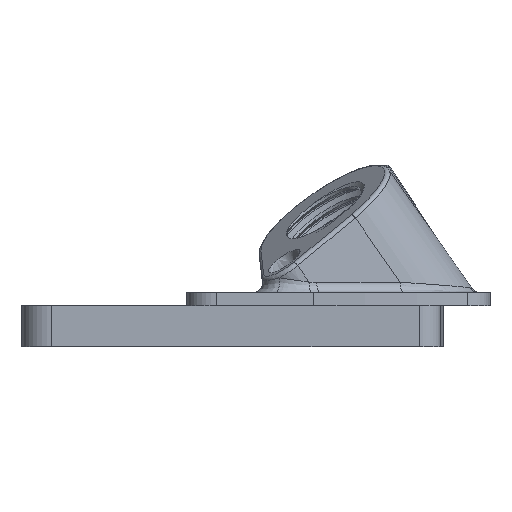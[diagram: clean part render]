
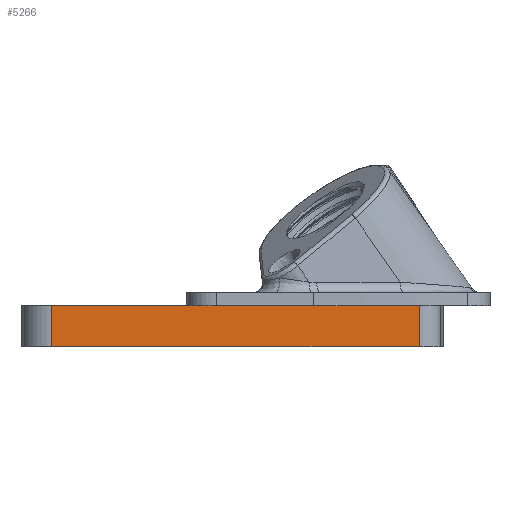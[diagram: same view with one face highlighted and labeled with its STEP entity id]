
A CAD part, left-side view. The second image highlights one B-rep face of the part: STEP entity #5266.
In plain terms, the highlighted planar face has unit normal (-1, 0, 0).
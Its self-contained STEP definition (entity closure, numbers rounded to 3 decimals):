
#190=PLANE('',#5729);
#461=FACE_OUTER_BOUND('',#780,.T.);
#780=EDGE_LOOP('',(#4342,#4343,#4344,#4345,#4346));
#1414=LINE('',#14483,#1749);
#1465=LINE('',#14988,#1800);
#1541=LINE('',#18547,#1876);
#1584=LINE('',#18676,#1919);
#1585=LINE('',#18677,#1920);
#1749=VECTOR('',#6270,1.);
#1800=VECTOR('',#6391,1.);
#1876=VECTOR('',#6681,1.);
#1919=VECTOR('',#6826,1.);
#1920=VECTOR('',#6827,1.);
#2267=VERTEX_POINT('',#14480);
#2268=VERTEX_POINT('',#14482);
#2326=VERTEX_POINT('',#14985);
#2327=VERTEX_POINT('',#14987);
#2425=VERTEX_POINT('',#18546);
#2867=EDGE_CURVE('',#2267,#2268,#1414,.T.);
#2947=EDGE_CURVE('',#2327,#2326,#1465,.T.);
#3112=EDGE_CURVE('',#2327,#2425,#1541,.T.);
#3177=EDGE_CURVE('',#2326,#2268,#1584,.T.);
#3178=EDGE_CURVE('',#2425,#2267,#1585,.T.);
#4342=ORIENTED_EDGE('',*,*,#3112,.F.);
#4343=ORIENTED_EDGE('',*,*,#2947,.T.);
#4344=ORIENTED_EDGE('',*,*,#3177,.T.);
#4345=ORIENTED_EDGE('',*,*,#2867,.F.);
#4346=ORIENTED_EDGE('',*,*,#3178,.F.);
#5266=ADVANCED_FACE('',(#461),#190,.T.);
#5729=AXIS2_PLACEMENT_3D('',#18675,#6824,#6825);
#6270=DIRECTION('',(0.,1.,0.));
#6391=DIRECTION('',(0.,1.,0.));
#6681=DIRECTION('',(0.,-1.,0.));
#6824=DIRECTION('center_axis',(-1.,0.,0.));
#6825=DIRECTION('ref_axis',(0.,1.,0.));
#6826=DIRECTION('',(0.,0.,-1.));
#6827=DIRECTION('',(0.,0.,-1.));
#14480=CARTESIAN_POINT('',(-72.8,-9.8,-6.6));
#14482=CARTESIAN_POINT('',(-72.8,34.8,-6.6));
#14483=CARTESIAN_POINT('',(-72.8,-9.8,-6.6));
#14985=CARTESIAN_POINT('',(-72.8,34.8,-1.6));
#14987=CARTESIAN_POINT('',(-72.8,18.4,-1.6));
#14988=CARTESIAN_POINT('',(-72.8,-9.8,-1.6));
#18546=CARTESIAN_POINT('',(-72.8,-9.8,-1.6));
#18547=CARTESIAN_POINT('',(-72.8,-4.9,-1.6));
#18675=CARTESIAN_POINT('Origin',(-72.8,-9.8,-1.6));
#18676=CARTESIAN_POINT('',(-72.8,34.8,-1.6));
#18677=CARTESIAN_POINT('',(-72.8,-9.8,-1.6));
